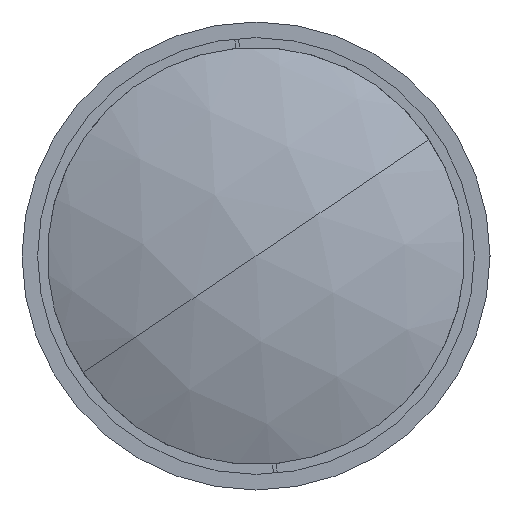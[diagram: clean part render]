
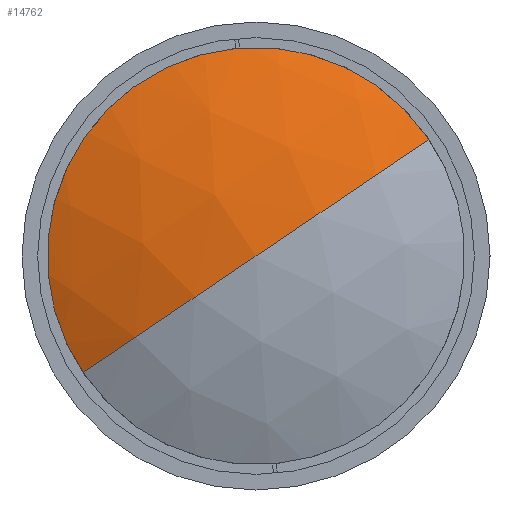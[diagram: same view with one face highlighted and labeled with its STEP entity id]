
A CAD part, left-side view. The second image highlights one B-rep face of the part: STEP entity #14762.
In plain terms, the highlighted spherical face has radius 133.05 mm.
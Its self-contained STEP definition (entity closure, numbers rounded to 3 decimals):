
#399 = ORIENTED_EDGE ( 'NONE', *, *, #12955, .T. ) ;
#2761 = DIRECTION ( 'NONE',  ( 0., 0.558, 0.83 ) ) ;
#3412 = VERTEX_POINT ( 'NONE', #8518 ) ;
#3930 = AXIS2_PLACEMENT_3D ( 'NONE', #7153, #15711, #8382 ) ;
#3987 = DIRECTION ( 'NONE',  ( -1., 0., 0. ) ) ;
#3991 = EDGE_CURVE ( 'NONE', #3412, #14367, #7500, .T. ) ;
#4061 = CARTESIAN_POINT ( 'NONE',  ( 134.55, 0., 0. ) ) ;
#4123 = FACE_OUTER_BOUND ( 'NONE', #7034, .T. ) ;
#4420 = ORIENTED_EDGE ( 'NONE', *, *, #3991, .T. ) ;
#4798 = DIRECTION ( 'NONE',  ( 0., 0.558, 0.83 ) ) ;
#5894 = AXIS2_PLACEMENT_3D ( 'NONE', #15610, #3987, #2761 ) ;
#7034 = EDGE_LOOP ( 'NONE', ( #4420, #399, #13586 ) ) ;
#7048 = SPHERICAL_SURFACE ( 'NONE', #9974, 133.05 ) ;
#7153 = CARTESIAN_POINT ( 'NONE',  ( 134.55, 0., 0. ) ) ;
#7292 = AXIS2_PLACEMENT_3D ( 'NONE', #12144, #4798, #13378 ) ;
#7500 = CIRCLE ( 'NONE', #5894, 55. ) ;
#7711 = DIRECTION ( 'NONE',  ( 0., 0.558, 0.83 ) ) ;
#8382 = DIRECTION ( 'NONE',  ( 0., 0.83, -0.558 ) ) ;
#8518 = CARTESIAN_POINT ( 'NONE',  ( 13.4, -45.636, 30.697 ) ) ;
#8987 = CARTESIAN_POINT ( 'NONE',  ( 1.5, 0., 0. ) ) ;
#9974 = AXIS2_PLACEMENT_3D ( 'NONE', #4061, #7711, #12665 ) ;
#10352 = CIRCLE ( 'NONE', #7292, 133.05 ) ;
#11185 = EDGE_CURVE ( 'NONE', #3412, #14265, #12091, .T. ) ;
#12091 = CIRCLE ( 'NONE', #3930, 133.05 ) ;
#12144 = CARTESIAN_POINT ( 'NONE',  ( 134.55, 0., 0. ) ) ;
#12665 = DIRECTION ( 'NONE',  ( 0., -0.83, 0.558 ) ) ;
#12955 = EDGE_CURVE ( 'NONE', #14367, #14265, #10352, .T. ) ;
#13068 = CARTESIAN_POINT ( 'NONE',  ( 13.4, 45.636, -30.697 ) ) ;
#13378 = DIRECTION ( 'NONE',  ( 0., -0.83, 0.558 ) ) ;
#13586 = ORIENTED_EDGE ( 'NONE', *, *, #11185, .F. ) ;
#14265 = VERTEX_POINT ( 'NONE', #8987 ) ;
#14367 = VERTEX_POINT ( 'NONE', #13068 ) ;
#14762 = ADVANCED_FACE ( 'NONE', ( #4123 ), #7048, .T. ) ;
#15610 = CARTESIAN_POINT ( 'NONE',  ( 13.4, 0., 0. ) ) ;
#15711 = DIRECTION ( 'NONE',  ( 0., -0.558, -0.83 ) ) ;
